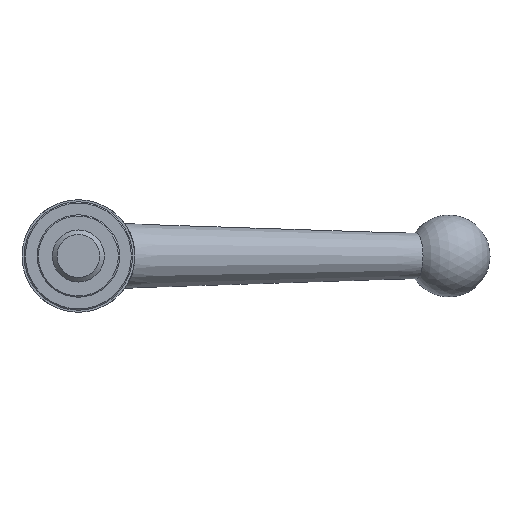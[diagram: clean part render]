
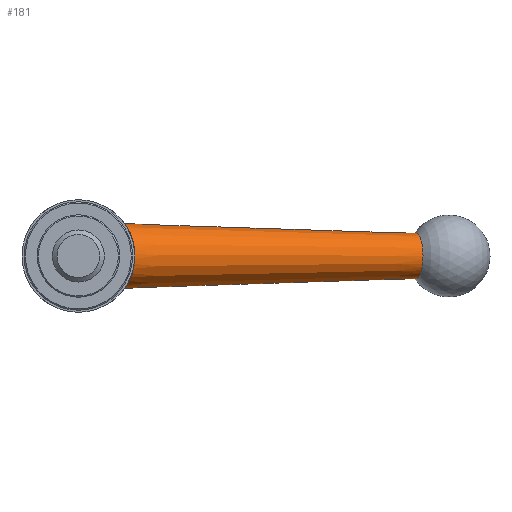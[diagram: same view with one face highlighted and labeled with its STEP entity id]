
A CAD part, front view. The second image highlights one B-rep face of the part: STEP entity #181.
In plain terms, the highlighted conical face has half-angle 1.823 degrees and reference radius 7.85 mm.
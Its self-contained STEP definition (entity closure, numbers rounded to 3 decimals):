
#181 = ADVANCED_FACE( '', ( #374, #375 ), #376, .T. );
#374 = FACE_BOUND( '', #596, .T. );
#375 = FACE_OUTER_BOUND( '', #597, .T. );
#376 = CONICAL_SURFACE( '', #598, 7.85, 0.032 );
#596 = EDGE_LOOP( '', ( #1053 ) );
#597 = EDGE_LOOP( '', ( #1054, #1055 ) );
#598 = AXIS2_PLACEMENT_3D( '', #1056, #1057, #1058 );
#1053 = ORIENTED_EDGE( '', *, *, #1090, .F. );
#1054 = ORIENTED_EDGE( '', *, *, #1246, .F. );
#1055 = ORIENTED_EDGE( '', *, *, #1254, .T. );
#1056 = CARTESIAN_POINT( '', ( 0., 30.4, 0. ) );
#1057 = DIRECTION( '', ( -0.954, -0.301, 0. ) );
#1058 = DIRECTION( '', ( 0.301, -0.954, 0. ) );
#1090 = EDGE_CURVE( '', #1277, #1277, #1278, .T. );
#1246 = EDGE_CURVE( '', #1514, #1516, #1517, .T. );
#1254 = EDGE_CURVE( '', #1514, #1516, #1527, .T. );
#1277 = VERTEX_POINT( '', #1554 );
#1278 = CIRCLE( '', #1555, 5.251 );
#1514 = VERTEX_POINT( '', #1940 );
#1516 = VERTEX_POINT( '', #1942 );
#1517 = B_SPLINE_CURVE_WITH_KNOTS( '', 3, ( #1943, #1944, #1945, #1946, #1947, #1948, #1949, #1950, #1951, #1952, #1953, #1954, #1955, #1956, #1957, #1958, #1959, #1960, #1961, #1962, #1963, #1964, #1965, #1966, #1967, #1968, #1969, #1970, #1971, #1972, #1973, #1974, #1975, #1976, #1977, #1978, #1979, #1980, #1981, #1982, #1983, #1984, #1985, #1986, #1987, #1988, #1989, #1990, #1991, #1992, #1993, #1994, #1995, #1996, #1997, #1998, #1999, #2000, #2001, #2002, #2003, #2004 ), .UNSPECIFIED., .F., .F., ( 4, 2, 2, 2, 2, 2, 2, 2, 2, 2, 2, 2, 2, 2, 2, 2, 2, 2, 2, 2, 2, 2, 2, 2, 2, 2, 2, 2, 2, 2, 4 ), ( 0., 0.002, 0.003, 0.005, 0.005, 0.006, 0.007, 0.008, 0.009, 0.01, 0.011, 0.013, 0.014, 0.015, 0.016, 0.017, 0.018, 0.019, 0.021, 0.022, 0.023, 0.025, 0.027, 0.029, 0.03, 0.031, 0.032, 0.033, 0.034, 0.035, 0.037 ), .UNSPECIFIED. );
#1527 = B_SPLINE_CURVE_WITH_KNOTS( '', 3, ( #2014, #2015, #2016, #2017, #2018, #2019, #2020, #2021, #2022, #2023, #2024, #2025, #2026, #2027, #2028, #2029, #2030, #2031, #2032, #2033, #2034, #2035 ), .UNSPECIFIED., .F., .F., ( 4, 2, 2, 2, 2, 2, 2, 2, 2, 2, 4 ), ( 0., 0.001, 0.002, 0.003, 0.004, 0.005, 0.005, 0.007, 0.008, 0.009, 0.011 ), .UNSPECIFIED. );
#1554 = CARTESIAN_POINT( '', ( 76.323, 59.97, 0. ) );
#1555 = AXIS2_PLACEMENT_3D( '', #2053, #2054, #2055 );
#1940 = CARTESIAN_POINT( '', ( 9.844, 39.4, -4.91 ) );
#1942 = CARTESIAN_POINT( '', ( 9.844, 39.4, 4.91 ) );
#1943 = CARTESIAN_POINT( '', ( 9.844, 39.4, -4.91 ) );
#1944 = CARTESIAN_POINT( '', ( 9.789, 38.875, -5.474 ) );
#1945 = CARTESIAN_POINT( '', ( 9.748, 38.283, -5.953 ) );
#1946 = CARTESIAN_POINT( '', ( 9.735, 37.298, -6.548 ) );
#1947 = CARTESIAN_POINT( '', ( 9.739, 36.953, -6.726 ) );
#1948 = CARTESIAN_POINT( '', ( 9.768, 36.252, -7.026 ) );
#1949 = CARTESIAN_POINT( '', ( 9.794, 35.893, -7.15 ) );
#1950 = CARTESIAN_POINT( '', ( 9.85, 35.344, -7.299 ) );
#1951 = CARTESIAN_POINT( '', ( 9.872, 35.158, -7.341 ) );
#1952 = CARTESIAN_POINT( '', ( 9.923, 34.784, -7.413 ) );
#1953 = CARTESIAN_POINT( '', ( 9.952, 34.594, -7.442 ) );
#1954 = CARTESIAN_POINT( '', ( 10.046, 34.03, -7.507 ) );
#1955 = CARTESIAN_POINT( '', ( 10.122, 33.657, -7.521 ) );
#1956 = CARTESIAN_POINT( '', ( 10.296, 32.916, -7.491 ) );
#1957 = CARTESIAN_POINT( '', ( 10.396, 32.546, -7.446 ) );
#1958 = CARTESIAN_POINT( '', ( 10.614, 31.821, -7.297 ) );
#1959 = CARTESIAN_POINT( '', ( 10.731, 31.472, -7.194 ) );
#1960 = CARTESIAN_POINT( '', ( 10.976, 30.798, -6.932 ) );
#1961 = CARTESIAN_POINT( '', ( 11.105, 30.472, -6.774 ) );
#1962 = CARTESIAN_POINT( '', ( 11.367, 29.848, -6.402 ) );
#1963 = CARTESIAN_POINT( '', ( 11.498, 29.555, -6.193 ) );
#1964 = CARTESIAN_POINT( '', ( 11.756, 29.006, -5.73 ) );
#1965 = CARTESIAN_POINT( '', ( 11.883, 28.749, -5.475 ) );
#1966 = CARTESIAN_POINT( '', ( 12.128, 28.271, -4.919 ) );
#1967 = CARTESIAN_POINT( '', ( 12.243, 28.055, -4.625 ) );
#1968 = CARTESIAN_POINT( '', ( 12.455, 27.667, -4.003 ) );
#1969 = CARTESIAN_POINT( '', ( 12.552, 27.495, -3.676 ) );
#1970 = CARTESIAN_POINT( '', ( 12.724, 27.194, -2.988 ) );
#1971 = CARTESIAN_POINT( '', ( 12.798, 27.067, -2.631 ) );
#1972 = CARTESIAN_POINT( '', ( 12.917, 26.865, -1.905 ) );
#1973 = CARTESIAN_POINT( '', ( 12.963, 26.789, -1.534 ) );
#1974 = CARTESIAN_POINT( '', ( 13.025, 26.685, -0.777 ) );
#1975 = CARTESIAN_POINT( '', ( 13.041, 26.659, -0.389 ) );
#1976 = CARTESIAN_POINT( '', ( 13.042, 26.658, 0.375 ) );
#1977 = CARTESIAN_POINT( '', ( 13.026, 26.683, 0.755 ) );
#1978 = CARTESIAN_POINT( '', ( 12.966, 26.784, 1.511 ) );
#1979 = CARTESIAN_POINT( '', ( 12.919, 26.861, 1.889 ) );
#1980 = CARTESIAN_POINT( '', ( 12.8, 27.064, 2.62 ) );
#1981 = CARTESIAN_POINT( '', ( 12.727, 27.188, 2.973 ) );
#1982 = CARTESIAN_POINT( '', ( 12.557, 27.485, 3.656 ) );
#1983 = CARTESIAN_POINT( '', ( 12.459, 27.659, 3.988 ) );
#1984 = CARTESIAN_POINT( '', ( 12.14, 28.244, 4.93 ) );
#1985 = CARTESIAN_POINT( '', ( 11.894, 28.714, 5.481 ) );
#1986 = CARTESIAN_POINT( '', ( 11.372, 29.823, 6.421 ) );
#1987 = CARTESIAN_POINT( '', ( 11.109, 30.436, 6.789 ) );
#1988 = CARTESIAN_POINT( '', ( 10.737, 31.454, 7.188 ) );
#1989 = CARTESIAN_POINT( '', ( 10.619, 31.807, 7.293 ) );
#1990 = CARTESIAN_POINT( '', ( 10.402, 32.523, 7.442 ) );
#1991 = CARTESIAN_POINT( '', ( 10.303, 32.888, 7.488 ) );
#1992 = CARTESIAN_POINT( '', ( 10.127, 33.634, 7.521 ) );
#1993 = CARTESIAN_POINT( '', ( 10.049, 34.015, 7.508 ) );
#1994 = CARTESIAN_POINT( '', ( 9.922, 34.765, 7.424 ) );
#1995 = CARTESIAN_POINT( '', ( 9.872, 35.137, 7.353 ) );
#1996 = CARTESIAN_POINT( '', ( 9.795, 35.875, 7.157 ) );
#1997 = CARTESIAN_POINT( '', ( 9.769, 36.241, 7.03 ) );
#1998 = CARTESIAN_POINT( '', ( 9.739, 36.945, 6.73 ) );
#1999 = CARTESIAN_POINT( '', ( 9.735, 37.285, 6.555 ) );
#2000 = CARTESIAN_POINT( '', ( 9.743, 37.942, 6.16 ) );
#2001 = CARTESIAN_POINT( '', ( 9.756, 38.26, 5.937 ) );
#2002 = CARTESIAN_POINT( '', ( 9.792, 38.857, 5.454 ) );
#2003 = CARTESIAN_POINT( '', ( 9.816, 39.138, 5.192 ) );
#2004 = CARTESIAN_POINT( '', ( 9.844, 39.4, 4.91 ) );
#2014 = CARTESIAN_POINT( '', ( 9.844, 39.4, -4.91 ) );
#2015 = CARTESIAN_POINT( '', ( 9.837, 39.704, -4.571 ) );
#2016 = CARTESIAN_POINT( '', ( 9.851, 39.977, -4.213 ) );
#2017 = CARTESIAN_POINT( '', ( 9.885, 40.339, -3.646 ) );
#2018 = CARTESIAN_POINT( '', ( 9.899, 40.452, -3.452 ) );
#2019 = CARTESIAN_POINT( '', ( 9.927, 40.66, -3.053 ) );
#2020 = CARTESIAN_POINT( '', ( 9.943, 40.757, -2.847 ) );
#2021 = CARTESIAN_POINT( '', ( 9.988, 41.016, -2.219 ) );
#2022 = CARTESIAN_POINT( '', ( 10.016, 41.147, -1.791 ) );
#2023 = CARTESIAN_POINT( '', ( 10.045, 41.282, -1.133 ) );
#2024 = CARTESIAN_POINT( '', ( 10.053, 41.316, -0.911 ) );
#2025 = CARTESIAN_POINT( '', ( 10.064, 41.362, -0.462 ) );
#2026 = CARTESIAN_POINT( '', ( 10.066, 41.374, -0.234 ) );
#2027 = CARTESIAN_POINT( '', ( 10.067, 41.375, 0.446 ) );
#2028 = CARTESIAN_POINT( '', ( 10.056, 41.33, 0.893 ) );
#2029 = CARTESIAN_POINT( '', ( 10.017, 41.152, 1.774 ) );
#2030 = CARTESIAN_POINT( '', ( 9.988, 41.018, 2.212 ) );
#2031 = CARTESIAN_POINT( '', ( 9.929, 40.675, 3.045 ) );
#2032 = CARTESIAN_POINT( '', ( 9.897, 40.467, 3.444 ) );
#2033 = CARTESIAN_POINT( '', ( 9.851, 39.981, 4.208 ) );
#2034 = CARTESIAN_POINT( '', ( 9.837, 39.704, 4.571 ) );
#2035 = CARTESIAN_POINT( '', ( 9.844, 39.4, 4.91 ) );
#2053 = CARTESIAN_POINT( '', ( 77.902, 54.962, 0. ) );
#2054 = DIRECTION( '', ( 0.954, 0.301, 0. ) );
#2055 = DIRECTION( '', ( -0.301, 0.954, 0. ) );
